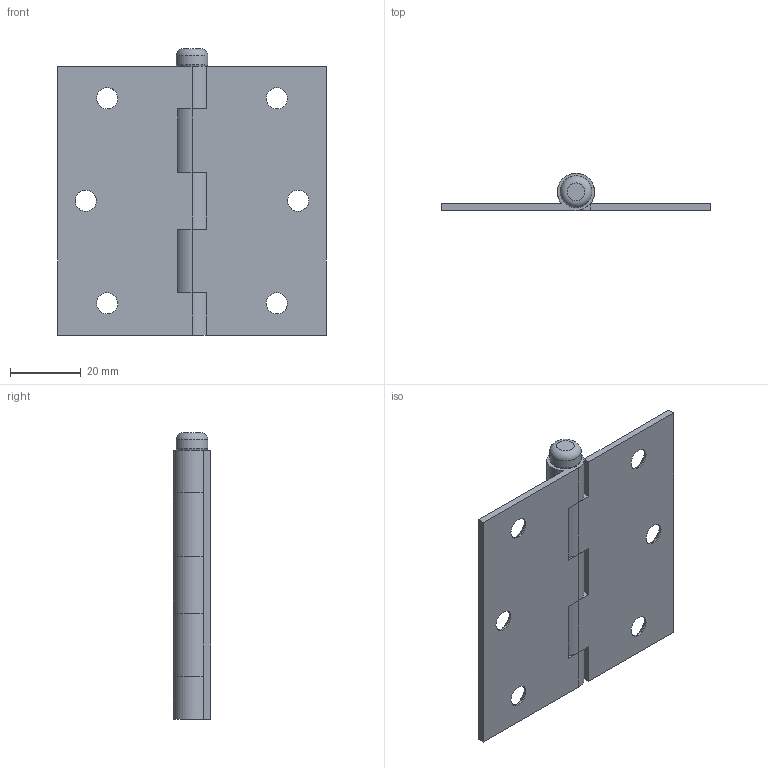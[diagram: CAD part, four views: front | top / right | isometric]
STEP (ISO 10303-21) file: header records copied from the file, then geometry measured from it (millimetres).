
FILE_DESCRIPTION(/* description */ (''),/* implementation_level */ '2;1');
FILE_NAME(/* name */ '42022.step',/* time_stamp */ '2023-06-07T08:04:09+02:00',/* author */ ('o.peters'),/* organization */ (''),/* preprocessor_version */ 'ST-DEVELOPER v19.2',/* originating_system */ 'Autodesk Inventor 2023',/* authorisation */ '');
FILE_SCHEMA (('AUTOMOTIVE_DESIGN { 1 0 10303 214 3 1 1 }'));
Length unit declared in the file: millimetre
Products named in the file (4): 420223; 42022-01; 42022-02; 42022-03
Assembly tree (3 placements, depth 2):
  420223
    42022-01
    42022-02
    42022-03
Bounding box: 76 x 10.5 x 81 mm (x, y, z)
Volume: 16370.5 mm3; surface area: 17042.7 mm2
Topology: 3 solids, 3 shells, 52 faces, 125 edges, 80 vertices
Faces by surface type: plane 26, cylinder 18, cone 6, torus 2
Full cylindrical faces by diameter (mm): 6 x7, 6.2 x5, 9 x1
Entity records: 1710 total; most frequent: DIRECTION 295, CARTESIAN_POINT 264, ORIENTED_EDGE 250, EDGE_CURVE 125, AXIS2_PLACEMENT_3D 111, VERTEX_POINT 80, EDGE_LOOP 75, LINE 73
